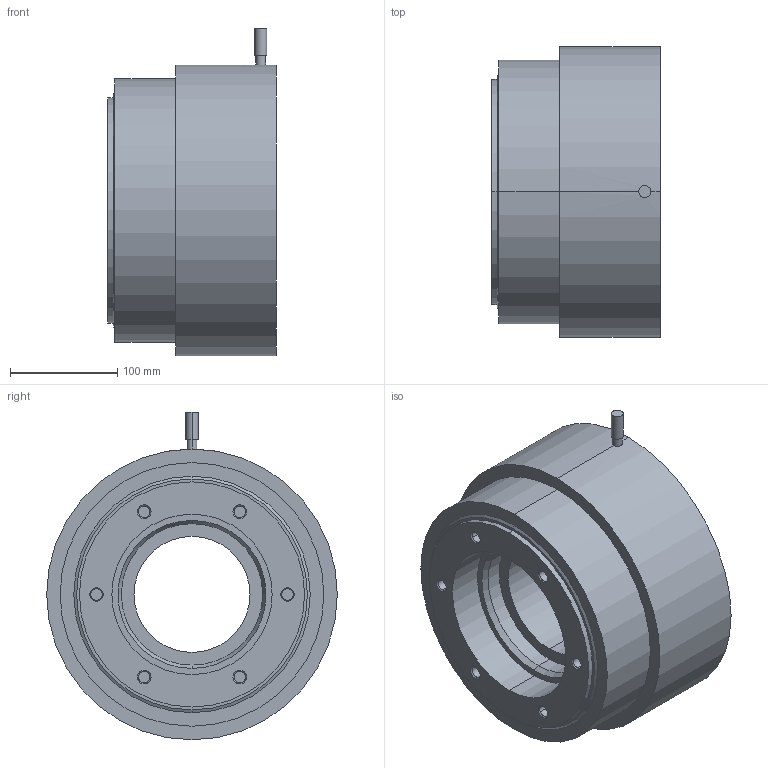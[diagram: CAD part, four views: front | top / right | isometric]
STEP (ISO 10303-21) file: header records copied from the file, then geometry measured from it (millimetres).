
FILE_DESCRIPTION(('starvars output'),'2;1');
FILE_NAME('cv20170217080454000030606.stp','08:04:54 2017/02/17',( 'Thomas Industrial Network Germany GmbH'),( 'Thomas Industrial Network Germany GmbH'),'unknown preprocess','ACIS' ,'unknown authorization');
FILE_SCHEMA(('CONFIG_CONTROL_DESIGN {UNKNOWN IMPLEMENTATION LEVEL}'));
Length unit declared in the file: millimetre
Products named in the file (1): PRODUCT_ID_2
Bounding box: 156.97 x 270.51 x 304.8 mm (x, y, z)
Volume: 6474610.8 mm3; surface area: 291355 mm2
Topology: 1 solids, 1 shells, 99 faces, 200 edges, 119 vertices
Faces by surface type: cone 44, cylinder 36, plane 19
Entity records: 2214 total; most frequent: ORIENTED_EDGE 400, CARTESIAN_POINT 355, DIRECTION 315, EDGE_CURVE 200, VERTEX_POINT 119, AXIS2_PLACEMENT_3D 117, EDGE_LOOP 117, FACE_BOUND 117
